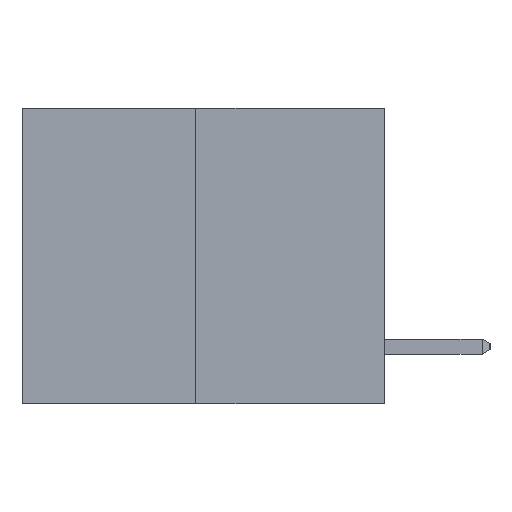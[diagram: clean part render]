
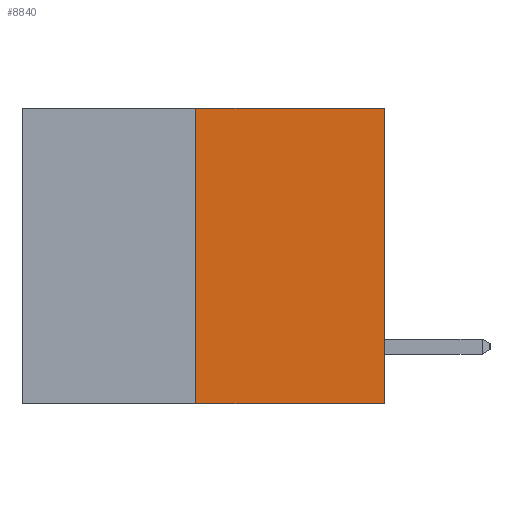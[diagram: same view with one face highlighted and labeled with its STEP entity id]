
A CAD part, left-side view. The second image highlights one B-rep face of the part: STEP entity #8840.
In plain terms, the highlighted planar face has unit normal (-1, 0, 0).
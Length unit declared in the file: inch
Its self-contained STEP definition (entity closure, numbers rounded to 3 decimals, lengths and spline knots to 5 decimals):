
#171 = VERTEX_POINT ( 'NONE', #1248 ) ;
#1056 = CARTESIAN_POINT ( 'NONE',  ( 0., 0., -0.49 ) ) ;
#1248 = CARTESIAN_POINT ( 'NONE',  ( 0., 0., 0. ) ) ;
#2451 = ORIENTED_EDGE ( 'NONE', *, *, #10256, .T. ) ;
#2503 = VECTOR ( 'NONE', #11573, 39.37008 ) ;
#3457 = ORIENTED_EDGE ( 'NONE', *, *, #6747, .F. ) ;
#4591 = VECTOR ( 'NONE', #17959, 39.37008 ) ;
#5636 = DIRECTION ( 'NONE',  ( 0., 0., 1. ) ) ;
#5884 = EDGE_LOOP ( 'NONE', ( #3457, #2451, #12050, #6413 ) ) ;
#6413 = ORIENTED_EDGE ( 'NONE', *, *, #7057, .F. ) ;
#6747 = EDGE_CURVE ( 'NONE', #13341, #12992, #13939, .T. ) ;
#7057 = EDGE_CURVE ( 'NONE', #12992, #171, #9345, .T. ) ;
#7373 = CARTESIAN_POINT ( 'NONE',  ( 0., 0.312, -0.49 ) ) ;
#7493 = VERTEX_POINT ( 'NONE', #1056 ) ;
#7609 = VECTOR ( 'NONE', #5636, 39.37008 ) ;
#7649 = CARTESIAN_POINT ( 'NONE',  ( 0., 0.6, 0. ) ) ;
#8700 = DIRECTION ( 'NONE',  ( 1., 0., 0. ) ) ;
#8840 = ADVANCED_FACE ( 'NONE', ( #13792 ), #15502, .F. ) ;
#9345 = LINE ( 'NONE', #7649, #2503 ) ;
#9593 = CARTESIAN_POINT ( 'NONE',  ( 0., 0.312, 0. ) ) ;
#10256 = EDGE_CURVE ( 'NONE', #13341, #7493, #16146, .T. ) ;
#10865 = CARTESIAN_POINT ( 'NONE',  ( 0., 0., 0. ) ) ;
#11124 = VECTOR ( 'NONE', #14002, 39.37008 ) ;
#11244 = LINE ( 'NONE', #10865, #4591 ) ;
#11336 = CARTESIAN_POINT ( 'NONE',  ( 0., 0.6, -0.49 ) ) ;
#11573 = DIRECTION ( 'NONE',  ( 0., -1., 0. ) ) ;
#12050 = ORIENTED_EDGE ( 'NONE', *, *, #14263, .T. ) ;
#12992 = VERTEX_POINT ( 'NONE', #9593 ) ;
#13341 = VERTEX_POINT ( 'NONE', #7373 ) ;
#13792 = FACE_OUTER_BOUND ( 'NONE', #5884, .T. ) ;
#13939 = LINE ( 'NONE', #15425, #7609 ) ;
#14002 = DIRECTION ( 'NONE',  ( 0., -1., 0. ) ) ;
#14263 = EDGE_CURVE ( 'NONE', #7493, #171, #11244, .T. ) ;
#14280 = CARTESIAN_POINT ( 'NONE',  ( 0., 0.6, 0. ) ) ;
#15113 = AXIS2_PLACEMENT_3D ( 'NONE', #14280, #8700, #16933 ) ;
#15425 = CARTESIAN_POINT ( 'NONE',  ( 0., 0.312, -0.49 ) ) ;
#15502 = PLANE ( 'NONE',  #15113 ) ;
#16146 = LINE ( 'NONE', #11336, #11124 ) ;
#16933 = DIRECTION ( 'NONE',  ( 0., 0., -1. ) ) ;
#17959 = DIRECTION ( 'NONE',  ( 0., 0., 1. ) ) ;
